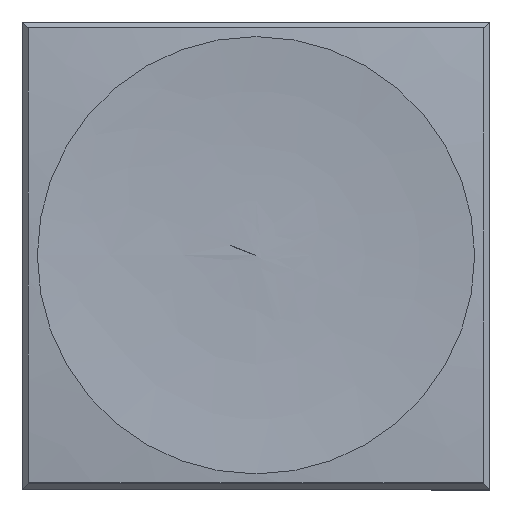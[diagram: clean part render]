
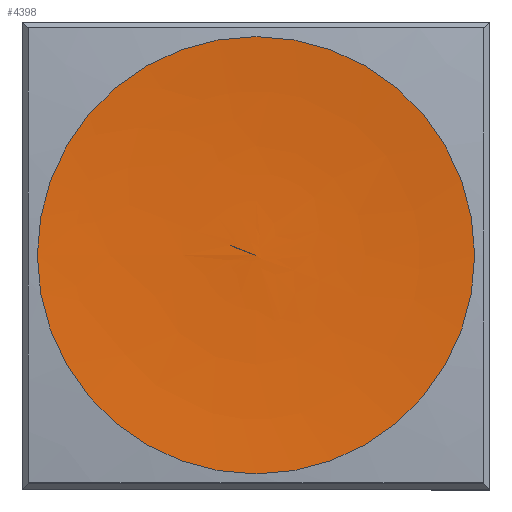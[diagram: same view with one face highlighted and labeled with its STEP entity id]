
A CAD part, top view. The second image highlights one B-rep face of the part: STEP entity #4398.
In plain terms, the highlighted free-form (B-spline) face has degree [2, 2] with [3, 9] control points.
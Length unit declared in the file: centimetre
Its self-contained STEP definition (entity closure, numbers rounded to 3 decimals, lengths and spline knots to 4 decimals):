
#27=(
BOUNDED_SURFACE()
B_SPLINE_SURFACE(2,2,((#6185,#6186,#6187,#6188,#6189,#6190,#6191,#6192,
#6193),(#6194,#6195,#6196,#6197,#6198,#6199,#6200,#6201,#6202),(#6203,#6204,
#6205,#6206,#6207,#6208,#6209,#6210,#6211)),.UNSPECIFIED.,.F.,.T.,.F.)
B_SPLINE_SURFACE_WITH_KNOTS((3,3),(3,2,2,2,3),(-1.6032,-1.4847),
(-3.1416,-1.5708,0.,1.5708,3.1416),
 .UNSPECIFIED.)
GEOMETRIC_REPRESENTATION_ITEM()
RATIONAL_B_SPLINE_SURFACE(((1.,0.707,1.,0.707,1.,
0.707,1.,0.707,1.),(0.998,0.706,
0.998,0.706,0.998,0.706,
0.998,0.706,0.998),(1.,0.707,
1.,0.707,1.,0.707,1.,0.707,1.)))
REPRESENTATION_ITEM('')
SURFACE()
);
#275=FACE_OUTER_BOUND('',#510,.T.);
#510=EDGE_LOOP('',(#3120,#3121,#3122,#3123));
#1917=CIRCLE('',#4648,6.0869);
#1918=CIRCLE('',#4649,0.7203);
#1919=CIRCLE('',#4650,0.7203);
#2003=VERTEX_POINT('',#6212);
#2004=VERTEX_POINT('',#6213);
#2005=VERTEX_POINT('',#6215);
#2443=EDGE_CURVE('',#2003,#2004,#1917,.T.);
#2444=EDGE_CURVE('',#2005,#2004,#1918,.T.);
#2445=EDGE_CURVE('',#2004,#2005,#1919,.T.);
#3120=ORIENTED_EDGE('',*,*,#2443,.T.);
#3121=ORIENTED_EDGE('',*,*,#2444,.F.);
#3122=ORIENTED_EDGE('',*,*,#2445,.F.);
#3123=ORIENTED_EDGE('',*,*,#2443,.F.);
#4398=ADVANCED_FACE('',(#275),#27,.T.);
#4648=AXIS2_PLACEMENT_3D('',#6214,#5000,#5001);
#4649=AXIS2_PLACEMENT_3D('',#6216,#5002,#5003);
#4650=AXIS2_PLACEMENT_3D('',#6217,#5004,#5005);
#5000=DIRECTION('center_axis',(0.,1.,0.));
#5001=DIRECTION('ref_axis',(-1.,0.,0.));
#5002=DIRECTION('center_axis',(0.,0.,
-1.));
#5003=DIRECTION('ref_axis',(1.,0.,0.));
#5004=DIRECTION('center_axis',(0.,0.,
-1.));
#5005=DIRECTION('ref_axis',(1.,0.,0.));
#6185=CARTESIAN_POINT('Ctrl Pts',(0.,0.,
0.8307));
#6186=CARTESIAN_POINT('Ctrl Pts',(0.,0.,
0.8307));
#6187=CARTESIAN_POINT('Ctrl Pts',(0.,0.,
0.8307));
#6188=CARTESIAN_POINT('Ctrl Pts',(0.,0.,
0.8307));
#6189=CARTESIAN_POINT('Ctrl Pts',(0.,0.,
0.8307));
#6190=CARTESIAN_POINT('Ctrl Pts',(0.,0.,
0.8307));
#6191=CARTESIAN_POINT('Ctrl Pts',(0.,0.,
0.8307));
#6192=CARTESIAN_POINT('Ctrl Pts',(0.,0.,
0.8307));
#6193=CARTESIAN_POINT('Ctrl Pts',(0.,0.,
0.8307));
#6194=CARTESIAN_POINT('Ctrl Pts',(-0.3607,0.,
0.819));
#6195=CARTESIAN_POINT('Ctrl Pts',(-0.3607,-0.3607,
0.819));
#6196=CARTESIAN_POINT('Ctrl Pts',(0.,-0.3607,
0.819));
#6197=CARTESIAN_POINT('Ctrl Pts',(0.3607,-0.3607,
0.819));
#6198=CARTESIAN_POINT('Ctrl Pts',(0.3607,0.,
0.819));
#6199=CARTESIAN_POINT('Ctrl Pts',(0.3607,0.3607,0.819));
#6200=CARTESIAN_POINT('Ctrl Pts',(0.,0.3607,
0.819));
#6201=CARTESIAN_POINT('Ctrl Pts',(-0.3607,0.3607,
0.819));
#6202=CARTESIAN_POINT('Ctrl Pts',(-0.3607,0.,
0.819));
#6203=CARTESIAN_POINT('Ctrl Pts',(-0.7203,0.,
0.85));
#6204=CARTESIAN_POINT('Ctrl Pts',(-0.7203,-0.7203,
0.85));
#6205=CARTESIAN_POINT('Ctrl Pts',(0.,-0.7203,
0.85));
#6206=CARTESIAN_POINT('Ctrl Pts',(0.7203,-0.7203,
0.85));
#6207=CARTESIAN_POINT('Ctrl Pts',(0.7203,0.,
0.85));
#6208=CARTESIAN_POINT('Ctrl Pts',(0.7203,0.7203,0.85));
#6209=CARTESIAN_POINT('Ctrl Pts',(0.,0.7203,
0.85));
#6210=CARTESIAN_POINT('Ctrl Pts',(-0.7203,0.7203,
0.85));
#6211=CARTESIAN_POINT('Ctrl Pts',(-0.7203,0.,
0.85));
#6212=CARTESIAN_POINT('',(0.,0.,0.8307));
#6213=CARTESIAN_POINT('',(-0.7203,0.,0.85));
#6214=CARTESIAN_POINT('Origin',(-0.1971,0.,
6.9143));
#6215=CARTESIAN_POINT('',(0.7203,0.,0.85));
#6216=CARTESIAN_POINT('Origin',(0.,0.,
0.85));
#6217=CARTESIAN_POINT('Origin',(0.,0.,
0.85));
